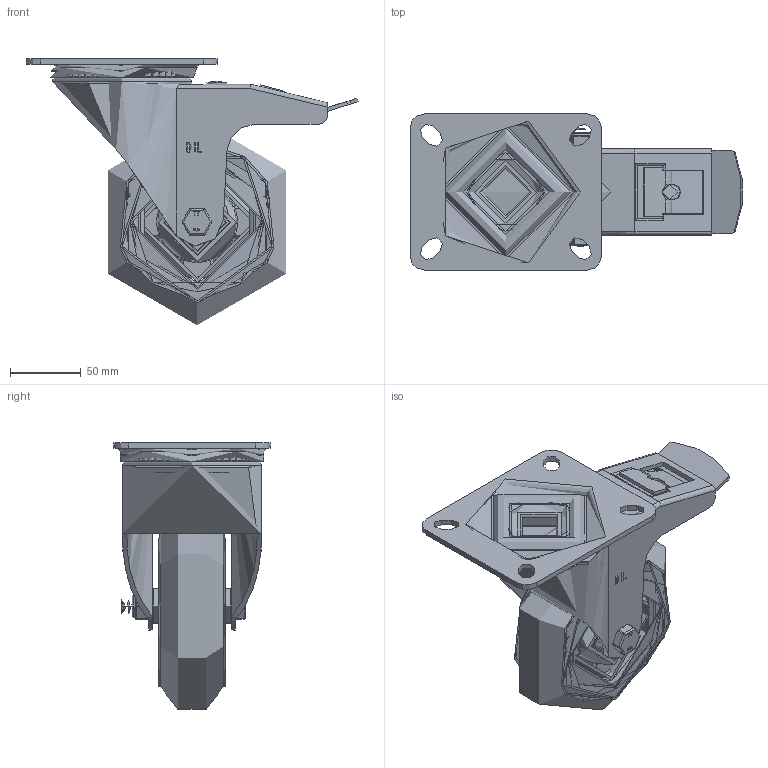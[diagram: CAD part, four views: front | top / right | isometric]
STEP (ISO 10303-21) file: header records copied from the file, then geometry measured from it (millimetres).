
FILE_DESCRIPTION(/* description */ ('','CAx-IF Rec.Pracs.---Representation and Presentation of Product Manufacturing Information (PMI)---4.0---2014-10-13'),/* implementation_level */ '2;1');
FILE_NAME(/* name */ 'BZMM150SRERGBJSWB.step',/* time_stamp */ '2025-01-08T09:45:08Z',/* author */ (''),/* organization */ (''),/* preprocessor_version */ 'ST-DEVELOPER v20',/* originating_system */ 'Autodesk Translation Framework v13.20.0.188',/* authorisation */ '');
FILE_SCHEMA (('AP242_MANAGED_MODEL_BASED_3D_ENGINEERING_MIM_LF { 1 0 10303 442 1 1 4 }'));
Length unit declared in the file: millimetre
Products named in the file (37): BZMM150SRERGBJSWB; BZMM150ASSWB - 55 v1; ZINC PLATED, PRESSED STEEL TOP PLATE; ZINC PLATED, PRESSED STEEL TOP PLATE Geometry; BALL BEARINGS; Component1; ZINC PLATED, PRESSED STEEL BRAKE PEDAL; ZINC PLATED, PRESSED STEEL FORKS; BEARING SEAL; BRAKE PAD; BRAKE PAD Geometry; BOLT; NUT; BRAKE BOLT; BZH150WSRERGBJM20 v1; 55 SHORE A ELASTIC RUBBER TYRE; ALUMINIUM RIM; BEARING6204; BALL BEARINGS (1); BEARING6204 (1); BALL BEARINGS (1) (1); Component3; INNER; OUTER; MIDDLE; RUBBER; BEARING SPACER; TH20X5X12 - 2 v1; ZINC PLATED, HEADED SPACER; TH20X5X12 - 2 v1 (1); ZINC PLATED, HEADED SPACER (1); HEXBOLTM12X80Z8.8 v2; GRADE 8.8 ZINC PLATED BOLT; NYLOCM12Z v1; NYLOC NUT; NUT (1); RUBBER (1)
Assembly tree (94 placements, depth 5):
  BZMM150SRERGBJSWB
    BZMM150ASSWB - 55 v1
      ZINC PLATED, PRESSED STEEL TOP PLATE
        ZINC PLATED, PRESSED STEEL TOP PLATE Geometry
        BALL BEARINGS
          Component1  x40
      ZINC PLATED, PRESSED STEEL BRAKE PEDAL
      ZINC PLATED, PRESSED STEEL FORKS
      BEARING SEAL
      BRAKE PAD
        BRAKE PAD Geometry
        BOLT
        NUT
        BRAKE BOLT
    BZH150WSRERGBJM20 v1
      55 SHORE A ELASTIC RUBBER TYRE
      ALUMINIUM RIM
      BEARING6204
        INNER
        OUTER
        BALL BEARINGS (1)
          Component3  x8
        MIDDLE
        RUBBER
      BEARING6204 (1)
        BALL BEARINGS (1) (1)
          Component3  x8
        INNER
        OUTER
        MIDDLE
        RUBBER
      BEARING SPACER
    TH20X5X12 - 2 v1
      ZINC PLATED, HEADED SPACER
    TH20X5X12 - 2 v1 (1)
      ZINC PLATED, HEADED SPACER (1)
    HEXBOLTM12X80Z8.8 v2
      GRADE 8.8 ZINC PLATED BOLT
    NYLOCM12Z v1
      NYLOC NUT
        NUT (1)
        RUBBER (1)
Bounding box: 233.89 x 110 x 187.7 mm (x, y, z)
Volume: 767241.7 mm3; surface area: 282533.5 mm2
Topology: 82 solids, 82 shells, 1428 faces, 3658 edges, 2398 vertices
Faces by surface type: plane 551, bspline 439, cylinder 256, sphere 107, torus 69, cone 6
Full cylindrical faces by diameter (mm): 8 x4, 9.836 x18, 11 x2, 11.834 x18, 12 x3, 12.2 x2, 12.5 x2, 14 x3, 18 x1, 18.5 x1, 19.75 x2, 20 x3, 23 x1, 25 x2, 27 x2, 28.5 x8, 30.8 x4, 31.3 x4, 33.75 x1, 39.75 x2, 40.3 x4, 40.5 x4, 40.8 x4, 42 x10, 43 x1, 47 x4, 50 x1, 55 x2, 78 x1, 79 x2
Entity records: 63560 total; most frequent: CARTESIAN_POINT 39076, ORIENTED_EDGE 5150, DIRECTION 4278, EDGE_CURVE 2575, VERTEX_POINT 1682, AXIS2_PLACEMENT_3D 1607, EDGE_LOOP 1191, LINE 1064
